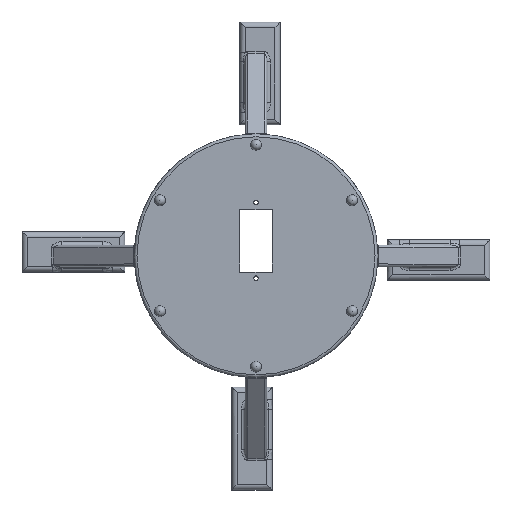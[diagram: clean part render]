
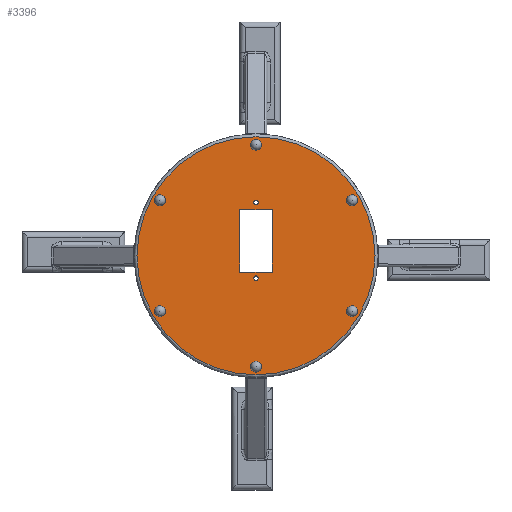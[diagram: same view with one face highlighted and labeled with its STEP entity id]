
A CAD part, top view. The second image highlights one B-rep face of the part: STEP entity #3396.
In plain terms, the highlighted planar face has unit normal (0, 0, 1).
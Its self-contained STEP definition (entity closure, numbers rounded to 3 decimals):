
#22=FACE_BOUND('',#725,.T.);
#23=FACE_BOUND('',#726,.T.);
#24=FACE_BOUND('',#727,.T.);
#25=FACE_BOUND('',#728,.T.);
#26=FACE_BOUND('',#729,.T.);
#27=FACE_BOUND('',#730,.T.);
#28=FACE_BOUND('',#731,.T.);
#29=FACE_BOUND('',#732,.T.);
#30=FACE_BOUND('',#733,.T.);
#92=PLANE('',#3797);
#323=CIRCLE('',#3795,44.);
#325=CIRCLE('',#3798,0.83);
#326=CIRCLE('',#3799,0.83);
#327=CIRCLE('',#3800,2.);
#328=CIRCLE('',#3801,2.);
#329=CIRCLE('',#3802,2.);
#330=CIRCLE('',#3803,2.);
#331=CIRCLE('',#3804,2.);
#332=CIRCLE('',#3805,2.);
#516=FACE_OUTER_BOUND('',#724,.T.);
#724=EDGE_LOOP('',(#2927));
#725=EDGE_LOOP('',(#2928));
#726=EDGE_LOOP('',(#2929));
#727=EDGE_LOOP('',(#2930,#2931,#2932,#2933));
#728=EDGE_LOOP('',(#2934));
#729=EDGE_LOOP('',(#2935));
#730=EDGE_LOOP('',(#2936));
#731=EDGE_LOOP('',(#2937));
#732=EDGE_LOOP('',(#2938));
#733=EDGE_LOOP('',(#2939));
#1037=LINE('',#7098,#1286);
#1038=LINE('',#7100,#1287);
#1039=LINE('',#7102,#1288);
#1040=LINE('',#7103,#1289);
#1286=VECTOR('',#4754,10.);
#1287=VECTOR('',#4755,10.);
#1288=VECTOR('',#4756,10.);
#1289=VECTOR('',#4757,10.);
#1587=VERTEX_POINT('',#7088);
#1588=VERTEX_POINT('',#7092);
#1589=VERTEX_POINT('',#7094);
#1590=VERTEX_POINT('',#7096);
#1591=VERTEX_POINT('',#7097);
#1592=VERTEX_POINT('',#7099);
#1593=VERTEX_POINT('',#7101);
#1594=VERTEX_POINT('',#7104);
#1595=VERTEX_POINT('',#7106);
#1596=VERTEX_POINT('',#7108);
#1597=VERTEX_POINT('',#7110);
#1598=VERTEX_POINT('',#7112);
#1599=VERTEX_POINT('',#7114);
#2066=EDGE_CURVE('',#1587,#1587,#323,.T.);
#2068=EDGE_CURVE('',#1588,#1588,#325,.T.);
#2069=EDGE_CURVE('',#1589,#1589,#326,.T.);
#2070=EDGE_CURVE('',#1590,#1591,#1037,.T.);
#2071=EDGE_CURVE('',#1591,#1592,#1038,.T.);
#2072=EDGE_CURVE('',#1592,#1593,#1039,.T.);
#2073=EDGE_CURVE('',#1593,#1590,#1040,.T.);
#2074=EDGE_CURVE('',#1594,#1594,#327,.T.);
#2075=EDGE_CURVE('',#1595,#1595,#328,.T.);
#2076=EDGE_CURVE('',#1596,#1596,#329,.T.);
#2077=EDGE_CURVE('',#1597,#1597,#330,.T.);
#2078=EDGE_CURVE('',#1598,#1598,#331,.T.);
#2079=EDGE_CURVE('',#1599,#1599,#332,.T.);
#2927=ORIENTED_EDGE('',*,*,#2066,.F.);
#2928=ORIENTED_EDGE('',*,*,#2068,.T.);
#2929=ORIENTED_EDGE('',*,*,#2069,.T.);
#2930=ORIENTED_EDGE('',*,*,#2070,.T.);
#2931=ORIENTED_EDGE('',*,*,#2071,.T.);
#2932=ORIENTED_EDGE('',*,*,#2072,.T.);
#2933=ORIENTED_EDGE('',*,*,#2073,.T.);
#2934=ORIENTED_EDGE('',*,*,#2074,.T.);
#2935=ORIENTED_EDGE('',*,*,#2075,.T.);
#2936=ORIENTED_EDGE('',*,*,#2076,.T.);
#2937=ORIENTED_EDGE('',*,*,#2077,.T.);
#2938=ORIENTED_EDGE('',*,*,#2078,.T.);
#2939=ORIENTED_EDGE('',*,*,#2079,.T.);
#3396=ADVANCED_FACE('',(#516,#22,#23,#24,#25,#26,#27,#28,#29,#30),#92,.T.);
#3795=AXIS2_PLACEMENT_3D('',#7089,#4744,#4745);
#3797=AXIS2_PLACEMENT_3D('',#7091,#4748,#4749);
#3798=AXIS2_PLACEMENT_3D('',#7093,#4750,#4751);
#3799=AXIS2_PLACEMENT_3D('',#7095,#4752,#4753);
#3800=AXIS2_PLACEMENT_3D('',#7105,#4758,#4759);
#3801=AXIS2_PLACEMENT_3D('',#7107,#4760,#4761);
#3802=AXIS2_PLACEMENT_3D('',#7109,#4762,#4763);
#3803=AXIS2_PLACEMENT_3D('',#7111,#4764,#4765);
#3804=AXIS2_PLACEMENT_3D('',#7113,#4766,#4767);
#3805=AXIS2_PLACEMENT_3D('',#7115,#4768,#4769);
#4744=DIRECTION('center_axis',(0.,0.,-1.));
#4745=DIRECTION('ref_axis',(-1.,0.,0.));
#4748=DIRECTION('center_axis',(0.,0.,1.));
#4749=DIRECTION('ref_axis',(1.,0.,0.));
#4750=DIRECTION('center_axis',(0.,0.,-1.));
#4751=DIRECTION('ref_axis',(-1.,0.,0.));
#4752=DIRECTION('center_axis',(0.,0.,-1.));
#4753=DIRECTION('ref_axis',(-1.,0.,0.));
#4754=DIRECTION('',(1.,0.,0.));
#4755=DIRECTION('',(0.,-1.,0.));
#4756=DIRECTION('',(-1.,0.,0.));
#4757=DIRECTION('',(0.,1.,0.));
#4758=DIRECTION('center_axis',(0.,0.,-1.));
#4759=DIRECTION('ref_axis',(0.,1.,0.));
#4760=DIRECTION('center_axis',(0.,0.,-1.));
#4761=DIRECTION('ref_axis',(-0.866,0.5,0.));
#4762=DIRECTION('center_axis',(0.,0.,-1.));
#4763=DIRECTION('ref_axis',(-0.866,-0.5,0.));
#4764=DIRECTION('center_axis',(0.,0.,-1.));
#4765=DIRECTION('ref_axis',(0.,-1.,0.));
#4766=DIRECTION('center_axis',(0.,0.,-1.));
#4767=DIRECTION('ref_axis',(0.866,-0.5,0.));
#4768=DIRECTION('center_axis',(0.,0.,-1.));
#4769=DIRECTION('ref_axis',(0.866,0.5,0.));
#7088=CARTESIAN_POINT('',(-44.,0.,5.));
#7089=CARTESIAN_POINT('Origin',(0.,0.,5.));
#7091=CARTESIAN_POINT('Origin',(0.,0.,5.));
#7092=CARTESIAN_POINT('',(0.83,19.74,5.));
#7093=CARTESIAN_POINT('Origin',(0.,19.74,5.));
#7094=CARTESIAN_POINT('',(0.83,-8.26,5.));
#7095=CARTESIAN_POINT('Origin',(0.,-8.26,5.));
#7096=CARTESIAN_POINT('',(-6.,17.,5.));
#7097=CARTESIAN_POINT('',(6.,17.,5.));
#7098=CARTESIAN_POINT('',(3.,17.,5.));
#7099=CARTESIAN_POINT('',(6.,-6.,5.));
#7100=CARTESIAN_POINT('',(6.,-3.,5.));
#7101=CARTESIAN_POINT('',(-6.,-6.,5.));
#7102=CARTESIAN_POINT('',(-3.,-6.,5.));
#7103=CARTESIAN_POINT('',(-6.,8.5,5.));
#7104=CARTESIAN_POINT('',(0.,-43.,5.));
#7105=CARTESIAN_POINT('Origin',(0.,-41.,5.));
#7106=CARTESIAN_POINT('',(37.239,-21.5,5.));
#7107=CARTESIAN_POINT('Origin',(35.507,-20.5,5.));
#7108=CARTESIAN_POINT('',(37.239,21.5,5.));
#7109=CARTESIAN_POINT('Origin',(35.507,20.5,5.));
#7110=CARTESIAN_POINT('',(0.,43.,5.));
#7111=CARTESIAN_POINT('Origin',(0.,41.,5.));
#7112=CARTESIAN_POINT('',(-37.239,21.5,5.));
#7113=CARTESIAN_POINT('Origin',(-35.507,20.5,5.));
#7114=CARTESIAN_POINT('',(-37.239,-21.5,5.));
#7115=CARTESIAN_POINT('Origin',(-35.507,-20.5,5.));
